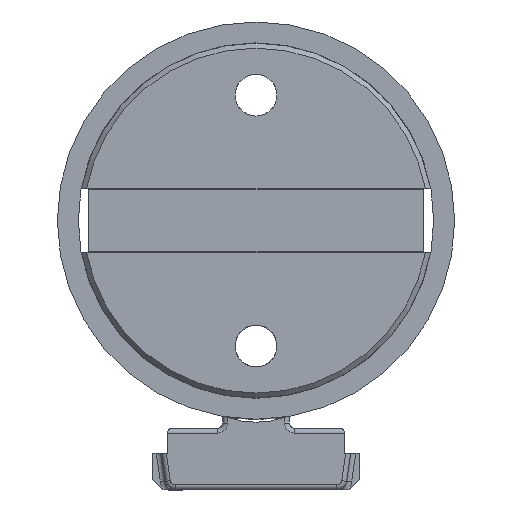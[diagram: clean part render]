
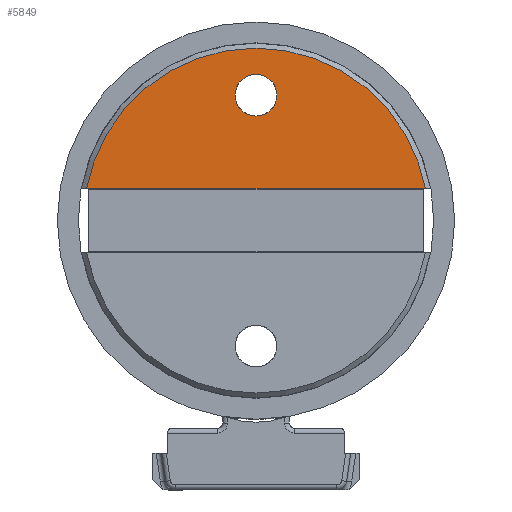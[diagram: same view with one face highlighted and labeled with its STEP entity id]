
A CAD part, left-side view. The second image highlights one B-rep face of the part: STEP entity #5849.
In plain terms, the highlighted planar face has unit normal (-1, 0, 0).
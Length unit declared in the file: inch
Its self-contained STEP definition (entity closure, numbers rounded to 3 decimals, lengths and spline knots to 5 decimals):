
#40 = CARTESIAN_POINT ( 'NONE',  ( -1.8745, -0.125, 0.75 ) ) ;
#741 = EDGE_CURVE ( 'NONE', #5422, #5429, #7264, .T. ) ;
#744 = EDGE_CURVE ( 'NONE', #5422, #5429, #7270, .T. ) ;
#757 = EDGE_CURVE ( 'NONE', #1970, #5264, #7193, .T. ) ;
#1641 = CARTESIAN_POINT ( 'NONE',  ( -1.8745, 0., 0.75 ) ) ;
#1642 = DIRECTION ( 'NONE',  ( -1., 0., 0. ) ) ;
#1643 = DIRECTION ( 'NONE',  ( 0., -1., 0. ) ) ;
#1970 = VERTEX_POINT ( 'NONE', #40 ) ;
#2073 = ORIENTED_EDGE ( 'NONE', *, *, #757, .F. ) ;
#2179 = ORIENTED_EDGE ( 'NONE', *, *, #744, .F. ) ;
#2648 = AXIS2_PLACEMENT_3D ( 'NONE', #8074, #8075, #8077 ) ;
#3451 = FACE_OUTER_BOUND ( 'NONE', #8695, .T. ) ;
#3455 = FACE_BOUND ( 'NONE', #8681, .T. ) ;
#3879 = CARTESIAN_POINT ( 'NONE',  ( -1.8745, -1.01315, 0.191 ) ) ;
#3920 = CARTESIAN_POINT ( 'NONE',  ( -1.8745, 1.01315, 0.191 ) ) ;
#4041 = AXIS2_PLACEMENT_3D ( 'NONE', #5120, #5119, #5118 ) ;
#4046 = AXIS2_PLACEMENT_3D ( 'NONE', #5242, #5241, #5232 ) ;
#5051 = AXIS2_PLACEMENT_3D ( 'NONE', #1641, #1642, #1643 ) ;
#5111 = DIRECTION ( 'NONE',  ( 0., 1., 0. ) ) ;
#5113 = CARTESIAN_POINT ( 'NONE',  ( -1.8745, 1.186, 0.191 ) ) ;
#5118 = DIRECTION ( 'NONE',  ( 0., -1., 0. ) ) ;
#5119 = DIRECTION ( 'NONE',  ( -1., 0., 0. ) ) ;
#5120 = CARTESIAN_POINT ( 'NONE',  ( -1.8745, 0., 0. ) ) ;
#5232 = DIRECTION ( 'NONE',  ( 0., -1., 0. ) ) ;
#5241 = DIRECTION ( 'NONE',  ( -1., 0., 0. ) ) ;
#5242 = CARTESIAN_POINT ( 'NONE',  ( -1.8745, 0., 0.75 ) ) ;
#5264 = VERTEX_POINT ( 'NONE', #7326 ) ;
#5422 = VERTEX_POINT ( 'NONE', #3879 ) ;
#5429 = VERTEX_POINT ( 'NONE', #3920 ) ;
#5849 = ADVANCED_FACE ( 'NONE', ( #3451, #3455 ), #8061, .T. ) ;
#6507 = CIRCLE ( 'NONE', #5051, 0.125 ) ;
#7073 = EDGE_CURVE ( 'NONE', #5264, #1970, #6507, .T. ) ;
#7193 = CIRCLE ( 'NONE', #4046, 0.125 ) ;
#7264 = CIRCLE ( 'NONE', #4041, 1.031 ) ;
#7268 = VECTOR ( 'NONE', #5111, 39.37008 ) ;
#7270 = LINE ( 'NONE', #5113, #7268 ) ;
#7326 = CARTESIAN_POINT ( 'NONE',  ( -1.8745, 0.125, 0.75 ) ) ;
#8061 = PLANE ( 'NONE',  #2648 ) ;
#8074 = CARTESIAN_POINT ( 'NONE',  ( -1.8745, 0., 0. ) ) ;
#8075 = DIRECTION ( 'NONE',  ( -1., 0., 0. ) ) ;
#8077 = DIRECTION ( 'NONE',  ( 0., -1., 0. ) ) ;
#8681 = EDGE_LOOP ( 'NONE', ( #8848, #2073 ) ) ;
#8695 = EDGE_LOOP ( 'NONE', ( #2179, #8827 ) ) ;
#8827 = ORIENTED_EDGE ( 'NONE', *, *, #741, .T. ) ;
#8848 = ORIENTED_EDGE ( 'NONE', *, *, #7073, .F. ) ;
